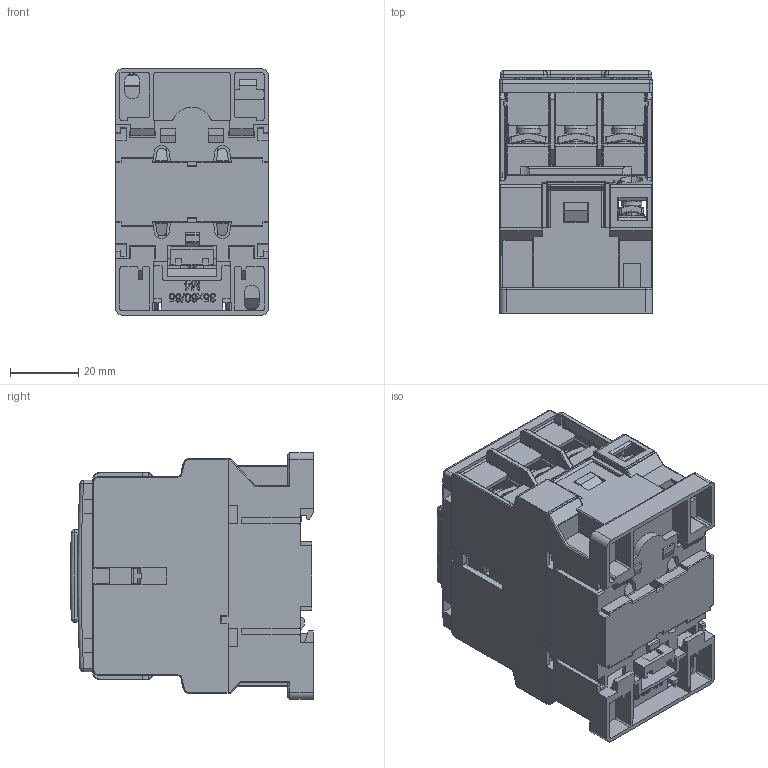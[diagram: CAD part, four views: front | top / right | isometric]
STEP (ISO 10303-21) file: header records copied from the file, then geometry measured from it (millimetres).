
FILE_DESCRIPTION((''),'2;1');
FILE_NAME('RADE_KONCAR_CAPACITOR_CONTACTOR_ASM','2021-12-06T',('marketing.praksa'),('Audax d.o.o.'),'CREO PARAMETRIC BY PTC INC, 2017480','CREO PARAMETRIC BY PTC INC, 2017480','');
FILE_SCHEMA(('AUTOMOTIVE_DESIGN { 1 0 10303 214 1 1 1 1 }'));
Products named in the file (38): 3-1-SOLID35; 3-1-SOLID6; 3-1-SOLID16; 3-1-SOLID20; 3-1-SOLID2; 3-1-SOLID27; 3-1-SOLID21; 3-1-SOLID30; 3-1-SOLID7; 3-1-SOLID17; 3-1-SOLID23; 3-1-SOLID12; 3-1-SOLID24; 3-1-SOLID5; 3-1-SOLID4; 3-1-SOLID18; 3-1-SOLID29; 3-1-SOLID19; 3-1-SOLID3; 3-1-SOLID26; 3-1-SOLID32; 3-1-SOLID10; 3-1-SOLID33; 3-1-SOLID14; BOSS-EXTRUDE1; 3-1-SOLID34; 3-1-SOLID22; 3-1-SOLID15; 3-1-SOLID13; 3-1-SOLID1; 3-1-SOLID28; 3-1-SOLID11; 3-1-SOLID8; 3-1-SOLID25; 3-1-SOLID9; TP; PRT9562; RADE_KONCAR_CAPACITOR_CONTACTOR_ASM
Assembly tree (37 placements, depth 2):
  RADE_KONCAR_CAPACITOR_CONTACTOR_ASM
    3-1-SOLID35
    3-1-SOLID6
    3-1-SOLID16
    3-1-SOLID20
    3-1-SOLID2
    3-1-SOLID27
    3-1-SOLID21
    3-1-SOLID30
    3-1-SOLID7
    3-1-SOLID17
    3-1-SOLID23
    3-1-SOLID12
    3-1-SOLID24
    3-1-SOLID5
    3-1-SOLID4
    3-1-SOLID18
    3-1-SOLID29
    3-1-SOLID19
    3-1-SOLID3
    3-1-SOLID26
    3-1-SOLID32
    3-1-SOLID10
    3-1-SOLID33
    3-1-SOLID14
    BOSS-EXTRUDE1
    3-1-SOLID34
    3-1-SOLID22
    3-1-SOLID15
    3-1-SOLID13
    3-1-SOLID1
    3-1-SOLID28
    3-1-SOLID11
    3-1-SOLID8
    3-1-SOLID25
    3-1-SOLID9
    TP
    PRT9562
Bounding box: 44.8 x 71.1 x 72.2 mm (x, y, z)
Volume: 49667.9 mm3; surface area: 73595.9 mm2
Topology: 58 solids, 58 shells, 3892 faces, 10905 edges, 7069 vertices
Faces by surface type: plane 2696, cylinder 811, extrusion 170, torus 86, bspline 79, sphere 41, cone 9
Entity records: 195429 total; most frequent: CARTESIAN_POINT 33561, ORIENTED_EDGE 21702, DIRECTION 18836, PRESENTATION_STYLE_ASSIGNMENT 14971, STYLED_ITEM 14971, CURVE_STYLE 11021, EDGE_CURVE 10851, VECTOR 8174
